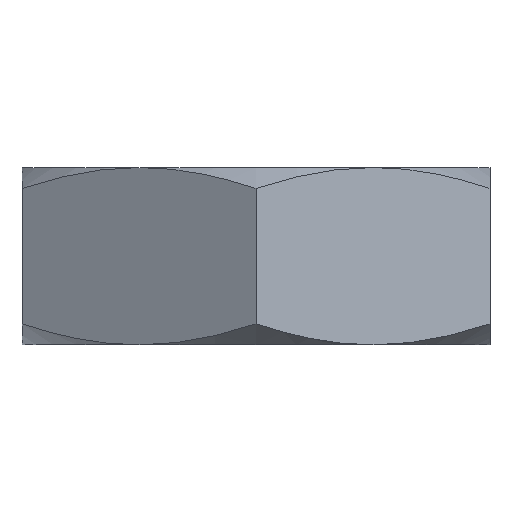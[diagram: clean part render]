
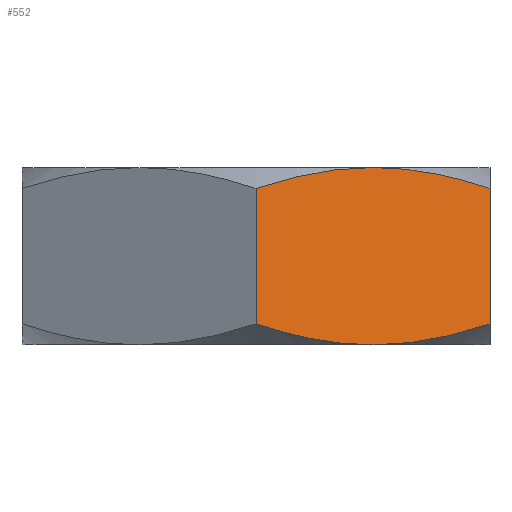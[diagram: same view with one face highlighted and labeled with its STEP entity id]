
A CAD part, front view. The second image highlights one B-rep face of the part: STEP entity #552.
In plain terms, the highlighted planar face has unit normal (0.5, -0.866, 0).
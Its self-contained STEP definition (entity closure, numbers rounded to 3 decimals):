
#56 = CARTESIAN_POINT ( 'NONE',  ( 66., -38.105, 0. ) ) ;
#57 = DIRECTION ( 'NONE',  ( 0., 0., 1. ) ) ;
#552 = ADVANCED_FACE ( 'NONE', ( #5663 ), #13636, .T. ) ;
#1609 = VERTEX_POINT ( 'NONE', #11570 ) ;
#2015 = VERTEX_POINT ( 'NONE', #11485 ) ;
#2222 = VERTEX_POINT ( 'NONE', #11852 ) ;
#2506 = VERTEX_POINT ( 'NONE', #8949 ) ;
#2573 = VERTEX_POINT ( 'NONE', #8933 ) ;
#2589 = VERTEX_POINT ( 'NONE', #8924 ) ;
#3553 = CARTESIAN_POINT ( 'NONE',  ( 0., -76.21, 44.105 ) ) ;
#3570 = CARTESIAN_POINT ( 'NONE',  ( 17.685, -66., 50. ) ) ;
#3585 = CARTESIAN_POINT ( 'NONE',  ( 33., -57.158, 50. ) ) ;
#3655 = DIRECTION ( 'NONE',  ( 0., 0., 1. ) ) ;
#3656 = CARTESIAN_POINT ( 'NONE',  ( 0., -76.21, 0. ) ) ;
#3794 = EDGE_CURVE ( 'NONE', #2573, #2589, #9106, .T. ) ;
#3868 = AXIS2_PLACEMENT_3D ( 'NONE', #12988, #13673, #13619 ) ;
#4010 = EDGE_CURVE ( 'NONE', #2589, #2222, #12158, .T. ) ;
#4019 = EDGE_CURVE ( 'NONE', #2015, #2506, #12173, .T. ) ;
#4209 = EDGE_CURVE ( 'NONE', #2573, #1609, #8216, .T. ) ;
#4225 = EDGE_CURVE ( 'NONE', #2506, #1609, #11985, .T. ) ;
#4255 = EDGE_CURVE ( 'NONE', #2222, #2015, #8314, .T. ) ;
#4880 = CARTESIAN_POINT ( 'NONE',  ( 33., -57.158, 50. ) ) ;
#4881 = CARTESIAN_POINT ( 'NONE',  ( 48.315, -48.315, 50. ) ) ;
#4883 = CARTESIAN_POINT ( 'NONE',  ( 66., -38.105, 44.105 ) ) ;
#4917 = CARTESIAN_POINT ( 'NONE',  ( 66., -38.105, 5.895 ) ) ;
#4918 = CARTESIAN_POINT ( 'NONE',  ( 48.315, -48.315, 0. ) ) ;
#4920 = CARTESIAN_POINT ( 'NONE',  ( 33., -57.158, 0. ) ) ;
#5663 = FACE_OUTER_BOUND ( 'NONE', #12429, .T. ) ;
#8216 = LINE ( 'NONE', #3656, #8217 ) ;
#8217 = VECTOR ( 'NONE', #3655, 1000. ) ;
#8314 = LINE ( 'NONE', #56, #8315 ) ;
#8315 = VECTOR ( 'NONE', #57, 1000. ) ;
#8831 = CARTESIAN_POINT ( 'NONE',  ( 33., -57.158, 0. ) ) ;
#8832 = CARTESIAN_POINT ( 'NONE',  ( 17.685, -66., 0. ) ) ;
#8834 = CARTESIAN_POINT ( 'NONE',  ( 0., -76.21, 5.895 ) ) ;
#8924 = CARTESIAN_POINT ( 'NONE',  ( 33., -57.158, 0. ) ) ;
#8933 = CARTESIAN_POINT ( 'NONE',  ( 0., -76.21, 5.895 ) ) ;
#8949 = CARTESIAN_POINT ( 'NONE',  ( 33., -57.158, 50. ) ) ;
#9106 =( BOUNDED_CURVE ( )  B_SPLINE_CURVE ( 2, ( #8834, #8832, #8831 ),
 .UNSPECIFIED., .F., .F. ) 
 B_SPLINE_CURVE_WITH_KNOTS ( ( 3, 3 ),
 ( 3.278, 7.661 ),
 .UNSPECIFIED. ) 
 CURVE ( )  GEOMETRIC_REPRESENTATION_ITEM ( )  RATIONAL_B_SPLINE_CURVE ( ( 1.058, 1.068, 1. ) ) 
 REPRESENTATION_ITEM ( '' )  );
#11485 = CARTESIAN_POINT ( 'NONE',  ( 66., -38.105, 44.105 ) ) ;
#11570 = CARTESIAN_POINT ( 'NONE',  ( 0., -76.21, 44.105 ) ) ;
#11852 = CARTESIAN_POINT ( 'NONE',  ( 66., -38.105, 5.895 ) ) ;
#11985 =( BOUNDED_CURVE ( )  B_SPLINE_CURVE ( 2, ( #3585, #3570, #3553 ),
 .UNSPECIFIED., .F., .F. ) 
 B_SPLINE_CURVE_WITH_KNOTS ( ( 3, 3 ),
 ( 7.661, 12.044 ),
 .UNSPECIFIED. ) 
 CURVE ( )  GEOMETRIC_REPRESENTATION_ITEM ( )  RATIONAL_B_SPLINE_CURVE ( ( 1., 1.068, 1.058 ) ) 
 REPRESENTATION_ITEM ( '' )  );
#12102 = ORIENTED_EDGE ( 'NONE', *, *, #4010, .T. ) ;
#12113 = ORIENTED_EDGE ( 'NONE', *, *, #4255, .T. ) ;
#12158 =( BOUNDED_CURVE ( )  B_SPLINE_CURVE ( 2, ( #4920, #4918, #4917 ),
 .UNSPECIFIED., .F., .F. ) 
 B_SPLINE_CURVE_WITH_KNOTS ( ( 3, 3 ),
 ( 7.661, 12.044 ),
 .UNSPECIFIED. ) 
 CURVE ( )  GEOMETRIC_REPRESENTATION_ITEM ( )  RATIONAL_B_SPLINE_CURVE ( ( 1., 1.068, 1.058 ) ) 
 REPRESENTATION_ITEM ( '' )  );
#12173 =( BOUNDED_CURVE ( )  B_SPLINE_CURVE ( 2, ( #4883, #4881, #4880 ),
 .UNSPECIFIED., .F., .F. ) 
 B_SPLINE_CURVE_WITH_KNOTS ( ( 3, 3 ),
 ( 3.278, 7.661 ),
 .UNSPECIFIED. ) 
 CURVE ( )  GEOMETRIC_REPRESENTATION_ITEM ( )  RATIONAL_B_SPLINE_CURVE ( ( 1.058, 1.068, 1. ) ) 
 REPRESENTATION_ITEM ( '' )  );
#12189 = ORIENTED_EDGE ( 'NONE', *, *, #3794, .T. ) ;
#12429 = EDGE_LOOP ( 'NONE', ( #12445, #12501, #12596, #12189, #12102, #12113 ) ) ;
#12445 = ORIENTED_EDGE ( 'NONE', *, *, #4019, .T. ) ;
#12501 = ORIENTED_EDGE ( 'NONE', *, *, #4225, .T. ) ;
#12596 = ORIENTED_EDGE ( 'NONE', *, *, #4209, .F. ) ;
#12988 = CARTESIAN_POINT ( 'NONE',  ( 0., -76.21, 0. ) ) ;
#13619 = DIRECTION ( 'NONE',  ( 0.866, 0.5, 0. ) ) ;
#13636 = PLANE ( 'NONE',  #3868 ) ;
#13673 = DIRECTION ( 'NONE',  ( 0.5, -0.866, 0. ) ) ;
